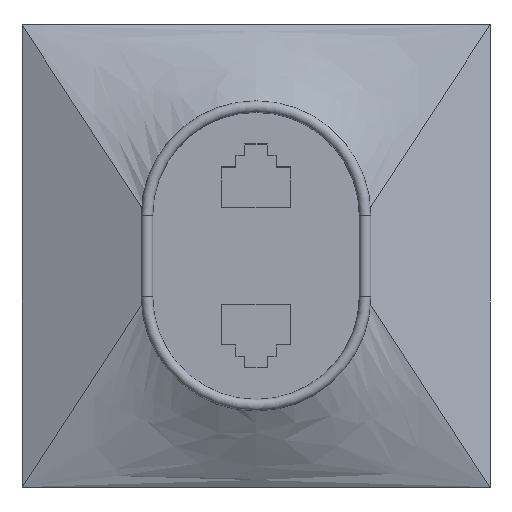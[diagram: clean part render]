
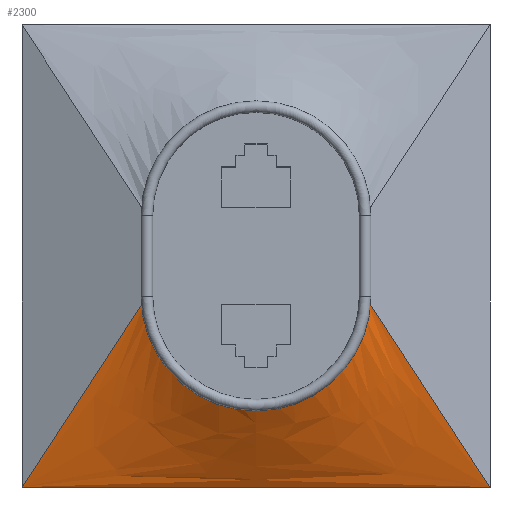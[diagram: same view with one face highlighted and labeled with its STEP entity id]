
A CAD part, top view. The second image highlights one B-rep face of the part: STEP entity #2300.
In plain terms, the highlighted free-form (B-spline) face has degree [3, 1] with [34, 2] control points.
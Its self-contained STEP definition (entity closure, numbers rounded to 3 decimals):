
#109 = EDGE_CURVE ( 'NONE', #2732, #3742, #1929, .T. ) ;
#110 = EDGE_CURVE ( 'NONE', #2744, #3742, #1706, .T. ) ;
#144 = EDGE_CURVE ( 'NONE', #2744, #917, #4224, .T. ) ;
#152 = EDGE_CURVE ( 'NONE', #917, #2732, #1006, .T. ) ;
#294 = CARTESIAN_POINT ( 'NONE',  ( 39.052, -40.25, 5. ) ) ;
#306 = CARTESIAN_POINT ( 'NONE',  ( 15.96, -17.387, 14. ) ) ;
#323 = CARTESIAN_POINT ( 'NONE',  ( 6.792, -40.25, 5. ) ) ;
#343 = CARTESIAN_POINT ( 'NONE',  ( -10.256, -23.063, 14. ) ) ;
#364 = CARTESIAN_POINT ( 'NONE',  ( -27.167, -40.25, 5. ) ) ;
#688 = CARTESIAN_POINT ( 'NONE',  ( 37.354, -40.25, 5. ) ) ;
#705 = CARTESIAN_POINT ( 'NONE',  ( 14.44, -19.413, 14. ) ) ;
#727 = CARTESIAN_POINT ( 'NONE',  ( 3.396, -40.25, 5. ) ) ;
#740 = CARTESIAN_POINT ( 'NONE',  ( -11.447, -22.228, 14. ) ) ;
#758 = CARTESIAN_POINT ( 'NONE',  ( -28.865, -40.25, 5. ) ) ;
#881 = ORIENTED_EDGE ( 'NONE', *, *, #152, .T. ) ;
#917 = VERTEX_POINT ( 'NONE', #3113 ) ;
#1006 = LINE ( 'NONE', #2118, #4160 ) ;
#1075 = CARTESIAN_POINT ( 'NONE',  ( 33.958, -40.25, 5. ) ) ;
#1090 = CARTESIAN_POINT ( 'NONE',  ( 13.539, -20.402, 14. ) ) ;
#1101 = CARTESIAN_POINT ( 'NONE',  ( 1.698, -40.25, 5. ) ) ;
#1122 = CARTESIAN_POINT ( 'NONE',  ( -13.539, -20.402, 14. ) ) ;
#1143 = CARTESIAN_POINT ( 'NONE',  ( -32.26, -40.25, 5. ) ) ;
#1384 = CARTESIAN_POINT ( 'NONE',  ( 19., -7., 14. ) ) ;
#1389 = CARTESIAN_POINT ( 'NONE',  ( 32.26, -40.25, 5. ) ) ;
#1402 = CARTESIAN_POINT ( 'NONE',  ( 11.447, -22.228, 14. ) ) ;
#1420 = CARTESIAN_POINT ( 'NONE',  ( -1.698, -40.25, 5. ) ) ;
#1436 = CARTESIAN_POINT ( 'NONE',  ( -14.44, -19.413, 14. ) ) ;
#1442 = CARTESIAN_POINT ( 'NONE',  ( -33.958, -40.25, 5. ) ) ;
#1504 = VECTOR ( 'NONE', #2728, 1000. ) ;
#1563 = B_SPLINE_SURFACE_WITH_KNOTS ( 'NONE', 3, 1, ( 
 ( #1384, #4204 ),
 ( #2309, #294 ),
 ( #2609, #688 ),
 ( #2926, #1075 ),
 ( #3237, #1389 ),
 ( #3574, #1696 ),
 ( #3896, #2005 ),
 ( #4217, #2320 ),
 ( #306, #2626 ),
 ( #705, #2936 ),
 ( #1090, #3250 ),
 ( #1402, #3584 ),
 ( #1711, #3912 ),
 ( #2012, #4233 ),
 ( #2333, #323 ),
 ( #2635, #727 ),
 ( #2951, #1101 ),
 ( #3260, #1420 ),
 ( #3599, #1720 ),
 ( #3928, #2032 ),
 ( #4239, #2344 ),
 ( #343, #2651 ),
 ( #740, #2967 ),
 ( #1122, #3272 ),
 ( #1436, #3618 ),
 ( #1728, #3939 ),
 ( #2054, #4257 ),
 ( #2350, #364 ),
 ( #2669, #758 ),
 ( #2973, #1143 ),
 ( #3293, #1442 ),
 ( #3635, #1745 ),
 ( #3948, #2063 ),
 ( #4272, #2367 ) ),
 .UNSPECIFIED., .F., .F., .F.,
 ( 4, 2, 2, 2, 2, 2, 2, 2, 2, 2, 2, 2, 2, 2, 2, 2, 4 ),
 ( 2, 2 ),
 ( 0., 0.063, 0.125, 0.188, 0.25, 0.312, 0.375, 0.437, 0.5, 0.562, 0.625, 0.688, 0.75, 0.813, 0.875, 0.938, 1. ),
 ( 0., 1. ),
 .UNSPECIFIED. ) ;
#1594 = FACE_OUTER_BOUND ( 'NONE', #3173, .T. ) ;
#1598 = VECTOR ( 'NONE', #2812, 1000. ) ;
#1664 = CARTESIAN_POINT ( 'NONE',  ( 19., -7., 14. ) ) ;
#1696 = CARTESIAN_POINT ( 'NONE',  ( 28.865, -40.25, 5. ) ) ;
#1706 = LINE ( 'NONE', #2800, #1504 ) ;
#1711 = CARTESIAN_POINT ( 'NONE',  ( 10.256, -23.063, 14. ) ) ;
#1720 = CARTESIAN_POINT ( 'NONE',  ( -3.396, -40.25, 5. ) ) ;
#1728 = CARTESIAN_POINT ( 'NONE',  ( -15.96, -17.387, 14. ) ) ;
#1745 = CARTESIAN_POINT ( 'NONE',  ( -37.354, -40.25, 5. ) ) ;
#1858 = DIRECTION ( 'NONE',  ( -0.534, -0.816, -0.221 ) ) ;
#1898 = DIRECTION ( 'NONE',  ( -1., 0., 0. ) ) ;
#1910 = DIRECTION ( 'NONE',  ( 0., 0., -1. ) ) ;
#1929 = LINE ( 'NONE', #2850, #1598 ) ;
#2005 = CARTESIAN_POINT ( 'NONE',  ( 27.167, -40.25, 5. ) ) ;
#2012 = CARTESIAN_POINT ( 'NONE',  ( 7.626, -24.466, 14. ) ) ;
#2032 = CARTESIAN_POINT ( 'NONE',  ( -6.792, -40.25, 5. ) ) ;
#2054 = CARTESIAN_POINT ( 'NONE',  ( -16.58, -16.349, 14. ) ) ;
#2063 = CARTESIAN_POINT ( 'NONE',  ( -39.052, -40.25, 5. ) ) ;
#2112 = CARTESIAN_POINT ( 'NONE',  ( 0., -7., 14. ) ) ;
#2118 = CARTESIAN_POINT ( 'NONE',  ( -29.875, -23.625, 9.5 ) ) ;
#2300 = ADVANCED_FACE ( 'NONE', ( #1594 ), #1563, .T. ) ;
#2309 = CARTESIAN_POINT ( 'NONE',  ( 19., -7.792, 14. ) ) ;
#2320 = CARTESIAN_POINT ( 'NONE',  ( 23.771, -40.25, 5. ) ) ;
#2333 = CARTESIAN_POINT ( 'NONE',  ( 6.188, -25.032, 14. ) ) ;
#2344 = CARTESIAN_POINT ( 'NONE',  ( -8.49, -40.25, 5. ) ) ;
#2350 = CARTESIAN_POINT ( 'NONE',  ( -17.578, -14.302, 14. ) ) ;
#2367 = CARTESIAN_POINT ( 'NONE',  ( -40.75, -40.25, 5. ) ) ;
#2609 = CARTESIAN_POINT ( 'NONE',  ( 18.951, -8.633, 14. ) ) ;
#2626 = CARTESIAN_POINT ( 'NONE',  ( 22.073, -40.25, 5. ) ) ;
#2635 = CARTESIAN_POINT ( 'NONE',  ( 3.166, -25.799, 14. ) ) ;
#2651 = CARTESIAN_POINT ( 'NONE',  ( -11.885, -40.25, 5. ) ) ;
#2669 = CARTESIAN_POINT ( 'NONE',  ( -17.956, -13.293, 14. ) ) ;
#2728 = DIRECTION ( 'NONE',  ( 0.534, -0.816, -0.221 ) ) ;
#2732 = VERTEX_POINT ( 'NONE', #4166 ) ;
#2744 = VERTEX_POINT ( 'NONE', #1664 ) ;
#2766 = CARTESIAN_POINT ( 'NONE',  ( 40.75, -40.25, 5. ) ) ;
#2800 = CARTESIAN_POINT ( 'NONE',  ( 19., -7., 14. ) ) ;
#2812 = DIRECTION ( 'NONE',  ( 1., 0., 0. ) ) ;
#2850 = CARTESIAN_POINT ( 'NONE',  ( -40.75, -40.25, 5. ) ) ;
#2926 = CARTESIAN_POINT ( 'NONE',  ( 18.713, -10.411, 14. ) ) ;
#2936 = CARTESIAN_POINT ( 'NONE',  ( 18.677, -40.25, 5. ) ) ;
#2951 = CARTESIAN_POINT ( 'NONE',  ( 1.583, -26., 14. ) ) ;
#2967 = CARTESIAN_POINT ( 'NONE',  ( -13.583, -40.25, 5. ) ) ;
#2973 = CARTESIAN_POINT ( 'NONE',  ( -18.524, -11.347, 14. ) ) ;
#3113 = CARTESIAN_POINT ( 'NONE',  ( -19., -7., 14. ) ) ;
#3173 = EDGE_LOOP ( 'NONE', ( #4137, #881, #4033, #4063 ) ) ;
#3237 = CARTESIAN_POINT ( 'NONE',  ( 18.524, -11.347, 14. ) ) ;
#3250 = CARTESIAN_POINT ( 'NONE',  ( 16.979, -40.25, 5. ) ) ;
#3260 = CARTESIAN_POINT ( 'NONE',  ( -1.583, -26., 14. ) ) ;
#3272 = CARTESIAN_POINT ( 'NONE',  ( -16.979, -40.25, 5. ) ) ;
#3293 = CARTESIAN_POINT ( 'NONE',  ( -18.713, -10.411, 14. ) ) ;
#3455 = AXIS2_PLACEMENT_3D ( 'NONE', #2112, #1910, #1898 ) ;
#3574 = CARTESIAN_POINT ( 'NONE',  ( 17.956, -13.293, 14. ) ) ;
#3584 = CARTESIAN_POINT ( 'NONE',  ( 13.583, -40.25, 5. ) ) ;
#3599 = CARTESIAN_POINT ( 'NONE',  ( -3.166, -25.799, 14. ) ) ;
#3618 = CARTESIAN_POINT ( 'NONE',  ( -18.677, -40.25, 5. ) ) ;
#3635 = CARTESIAN_POINT ( 'NONE',  ( -18.951, -8.633, 14. ) ) ;
#3742 = VERTEX_POINT ( 'NONE', #2766 ) ;
#3896 = CARTESIAN_POINT ( 'NONE',  ( 17.578, -14.302, 14. ) ) ;
#3912 = CARTESIAN_POINT ( 'NONE',  ( 11.885, -40.25, 5. ) ) ;
#3928 = CARTESIAN_POINT ( 'NONE',  ( -6.188, -25.032, 14. ) ) ;
#3939 = CARTESIAN_POINT ( 'NONE',  ( -22.073, -40.25, 5. ) ) ;
#3948 = CARTESIAN_POINT ( 'NONE',  ( -19., -7.792, 14. ) ) ;
#4033 = ORIENTED_EDGE ( 'NONE', *, *, #109, .T. ) ;
#4063 = ORIENTED_EDGE ( 'NONE', *, *, #110, .F. ) ;
#4137 = ORIENTED_EDGE ( 'NONE', *, *, #144, .T. ) ;
#4160 = VECTOR ( 'NONE', #1858, 1000. ) ;
#4166 = CARTESIAN_POINT ( 'NONE',  ( -40.75, -40.25, 5. ) ) ;
#4204 = CARTESIAN_POINT ( 'NONE',  ( 40.75, -40.25, 5. ) ) ;
#4217 = CARTESIAN_POINT ( 'NONE',  ( 16.58, -16.349, 14. ) ) ;
#4224 = CIRCLE ( 'NONE', #3455, 19. ) ;
#4233 = CARTESIAN_POINT ( 'NONE',  ( 8.49, -40.25, 5. ) ) ;
#4239 = CARTESIAN_POINT ( 'NONE',  ( -7.626, -24.466, 14. ) ) ;
#4257 = CARTESIAN_POINT ( 'NONE',  ( -23.771, -40.25, 5. ) ) ;
#4272 = CARTESIAN_POINT ( 'NONE',  ( -19., -7., 14. ) ) ;
